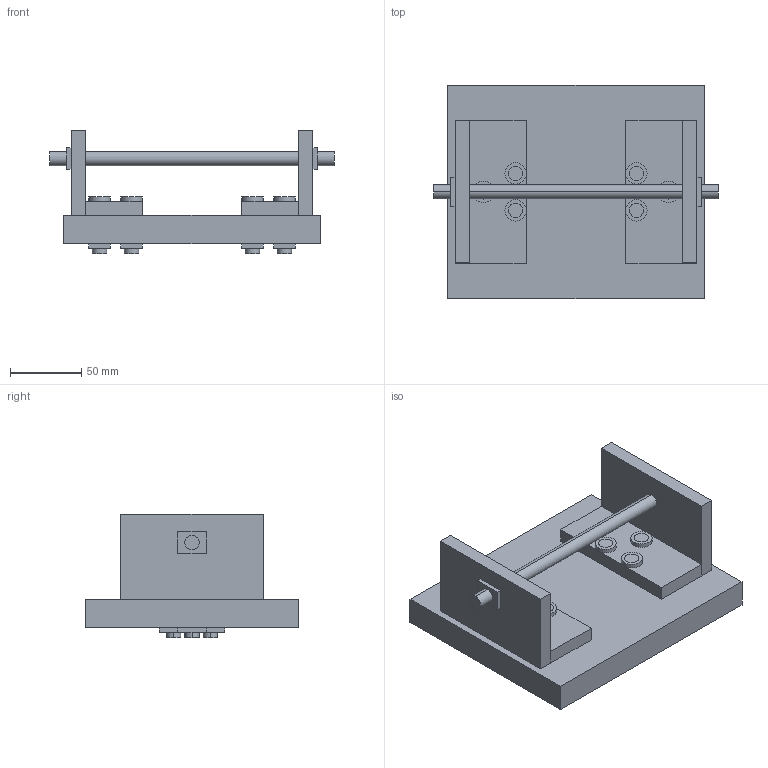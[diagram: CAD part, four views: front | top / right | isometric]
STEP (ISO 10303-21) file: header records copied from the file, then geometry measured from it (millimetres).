
FILE_DESCRIPTION((''),'2;1');
FILE_NAME('step/as1-td-214.stp','2001-02-02T15:19:26+00:00',(' '),(' '),'THEOREM SOLUTIONS CATIA -> AP214 DIS PREPROCESSOR 5.0.002','CATIA',' ');
FILE_SCHEMA(('AUTOMOTIVE_DESIGN { 1 2 10303 214 0 1 1 1 } '));
Length unit declared in the file: millimetre
Products named in the file (9): product id; PLATE; L-BRACKET; BOLT; NUT; NUTBOLT-ASSEMBLY; L-BRACKET-ASSY*; ROD; ROD-ASSEMBLY   *
Assembly tree (13 placements, depth 4):
  product id
    PLATE
    L-BRACKET-ASSY*  x2
      L-BRACKET
      NUTBOLT-ASSEMBLY
        BOLT
        NUT
    ROD-ASSEMBLY   *
      ROD
      NUT  x2
Bounding box: 200 x 150 x 87 mm (x, y, z)
Volume: 765931.8 mm3; surface area: 141644.8 mm2
Topology: 18 solids, 18 shells, 172 faces, 384 edges, 295 vertices
Faces by surface type: plane 102, bspline 70
Entity records: 2630 total; most frequent: CARTESIAN_POINT 806, DIRECTION 300, ORIENTED_EDGE 270, EDGE_CURVE 135, AXIS2_PLACEMENT_3D 110, VERTEX_POINT 90, EDGE_LOOP 81, VECTOR 80
